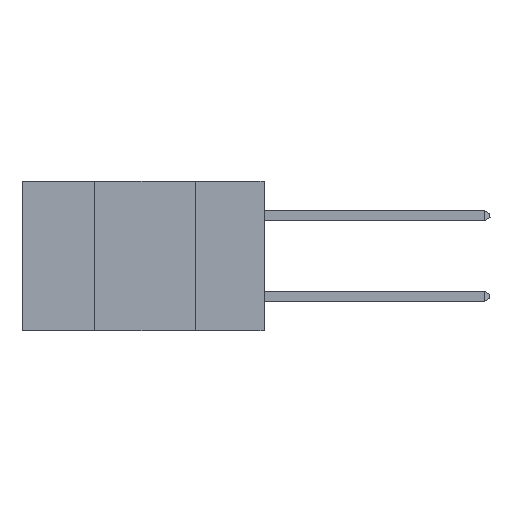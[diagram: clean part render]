
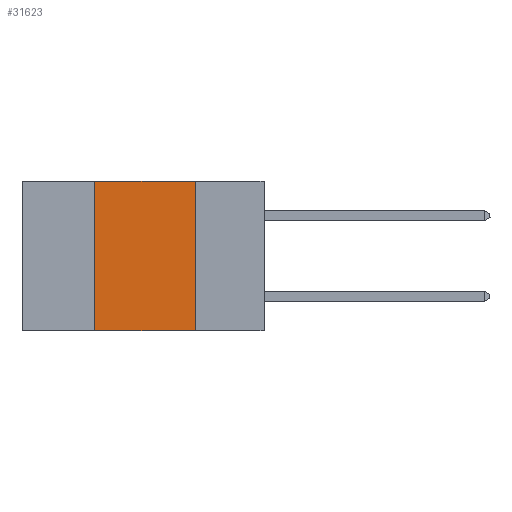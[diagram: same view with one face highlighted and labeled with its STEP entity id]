
A CAD part, left-side view. The second image highlights one B-rep face of the part: STEP entity #31623.
In plain terms, the highlighted planar face has unit normal (-1, 0, 0).
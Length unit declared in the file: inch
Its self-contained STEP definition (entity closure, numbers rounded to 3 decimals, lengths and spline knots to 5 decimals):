
#606 = VECTOR ( 'NONE', #30315, 39.37008 ) ;
#904 = CARTESIAN_POINT ( 'NONE',  ( 0., 0.17, 0. ) ) ;
#1070 = AXIS2_PLACEMENT_3D ( 'NONE', #5108, #10296, #18076 ) ;
#1945 = ORIENTED_EDGE ( 'NONE', *, *, #21701, .F. ) ;
#2299 = CARTESIAN_POINT ( 'NONE',  ( 0., 0.42, 0. ) ) ;
#2624 = LINE ( 'NONE', #12716, #3012 ) ;
#2735 = VERTEX_POINT ( 'NONE', #22975 ) ;
#3012 = VECTOR ( 'NONE', #20697, 39.37008 ) ;
#3267 = VERTEX_POINT ( 'NONE', #9856 ) ;
#3960 = EDGE_CURVE ( 'NONE', #2735, #15343, #28649, .T. ) ;
#5108 = CARTESIAN_POINT ( 'NONE',  ( 0., 0.6, 0. ) ) ;
#7966 = LINE ( 'NONE', #904, #31311 ) ;
#9856 = CARTESIAN_POINT ( 'NONE',  ( 0., 0.17, 0. ) ) ;
#10296 = DIRECTION ( 'NONE',  ( 1., 0., 0. ) ) ;
#12716 = CARTESIAN_POINT ( 'NONE',  ( 0., 0.42, 0. ) ) ;
#12879 = PLANE ( 'NONE',  #1070 ) ;
#13911 = LINE ( 'NONE', #17711, #606 ) ;
#15343 = VERTEX_POINT ( 'NONE', #16215 ) ;
#16215 = CARTESIAN_POINT ( 'NONE',  ( 0., 0.17, -0.37 ) ) ;
#17711 = CARTESIAN_POINT ( 'NONE',  ( 0., 0.6, 0. ) ) ;
#18076 = DIRECTION ( 'NONE',  ( 0., 0., -1. ) ) ;
#18645 = VERTEX_POINT ( 'NONE', #2299 ) ;
#19300 = ORIENTED_EDGE ( 'NONE', *, *, #25575, .F. ) ;
#20697 = DIRECTION ( 'NONE',  ( 0., 0., 1. ) ) ;
#21338 = EDGE_CURVE ( 'NONE', #2735, #18645, #2624, .T. ) ;
#21701 = EDGE_CURVE ( 'NONE', #18645, #3267, #13911, .T. ) ;
#22463 = FACE_OUTER_BOUND ( 'NONE', #23921, .T. ) ;
#22975 = CARTESIAN_POINT ( 'NONE',  ( 0., 0.42, -0.37 ) ) ;
#23921 = EDGE_LOOP ( 'NONE', ( #19300, #1945, #24720, #31019 ) ) ;
#24720 = ORIENTED_EDGE ( 'NONE', *, *, #21338, .F. ) ;
#24943 = DIRECTION ( 'NONE',  ( 0., 0., -1. ) ) ;
#25575 = EDGE_CURVE ( 'NONE', #3267, #15343, #7966, .T. ) ;
#28649 = LINE ( 'NONE', #33089, #30261 ) ;
#30261 = VECTOR ( 'NONE', #32857, 39.37008 ) ;
#30315 = DIRECTION ( 'NONE',  ( 0., -1., 0. ) ) ;
#31019 = ORIENTED_EDGE ( 'NONE', *, *, #3960, .T. ) ;
#31311 = VECTOR ( 'NONE', #24943, 39.37008 ) ;
#31623 = ADVANCED_FACE ( 'NONE', ( #22463 ), #12879, .F. ) ;
#32857 = DIRECTION ( 'NONE',  ( 0., -1., 0. ) ) ;
#33089 = CARTESIAN_POINT ( 'NONE',  ( 0., 0.6, -0.37 ) ) ;
